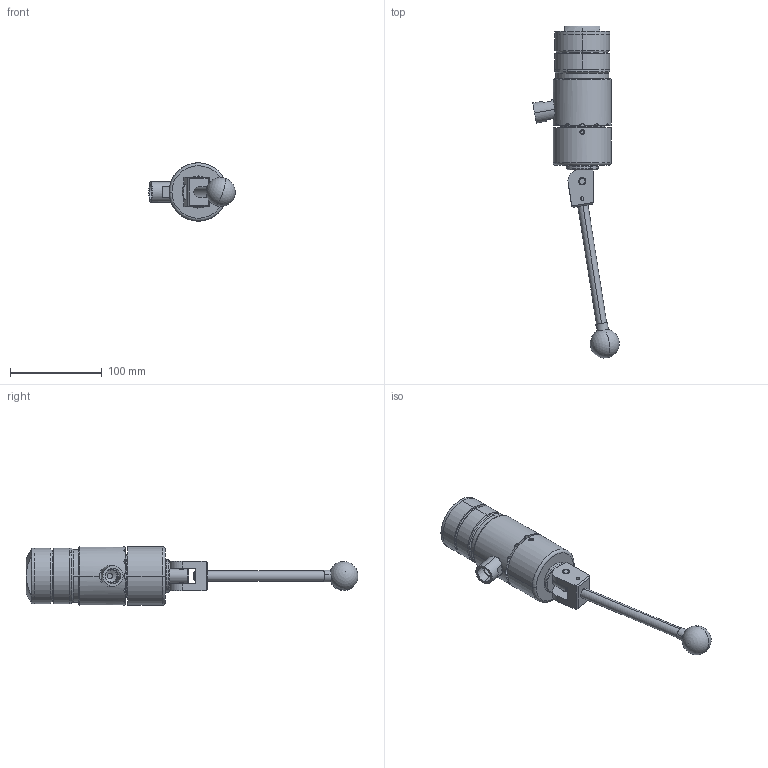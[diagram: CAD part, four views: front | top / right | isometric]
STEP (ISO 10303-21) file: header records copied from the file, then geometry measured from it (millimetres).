
FILE_DESCRIPTION (( 'STEP AP214' ), '1' );
FILE_NAME ('CTSC-003639.STEP', '2025-06-01T18:06:53', ( '' ), ( '' ), 'SwSTEP 2.0', 'SolidWorks 2023', '' );
FILE_SCHEMA (( 'AUTOMOTIVE_DESIGN' ));
Length unit declared in the file: inch
Products named in the file (1): CTSC-003639
Bounding box: 94.33 x 362.52 x 63.5 mm (x, y, z)
Volume: 477366.9 mm3; surface area: 96508.5 mm2
Topology: 10 solids, 11 shells, 307 faces, 734 edges, 461 vertices
Faces by surface type: cylinder 126, plane 108, cone 48, torus 20, bspline 3, sphere 2
Entity records: 14754 total; most frequent: CARTESIAN_POINT 3734, DIRECTION 1485, ORIENTED_EDGE 1450, EDGE_CURVE 725, AXIS2_PLACEMENT_3D 613, VERTEX_POINT 458, EDGE_LOOP 345, CIRCLE 308
